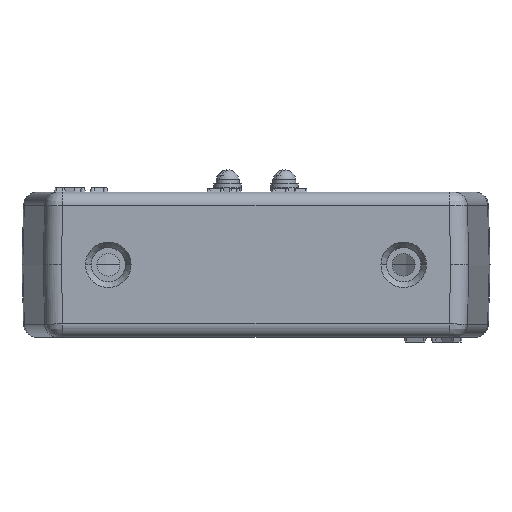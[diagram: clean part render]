
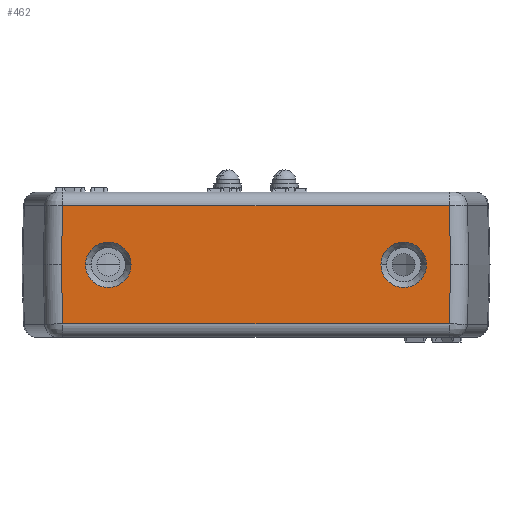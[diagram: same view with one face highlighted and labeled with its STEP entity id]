
A CAD part, front view. The second image highlights one B-rep face of the part: STEP entity #462.
In plain terms, the highlighted planar face has unit normal (0, -1, 0).
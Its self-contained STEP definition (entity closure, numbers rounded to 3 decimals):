
#24 = VERTEX_POINT ( 'NONE', #5802 ) ;
#38 = VERTEX_POINT ( 'NONE', #1792 ) ;
#42 = VERTEX_POINT ( 'NONE', #1796 ) ;
#43 = VERTEX_POINT ( 'NONE', #1797 ) ;
#47 = VERTEX_POINT ( 'NONE', #1801 ) ;
#50 = VERTEX_POINT ( 'NONE', #1804 ) ;
#142 = VERTEX_POINT ( 'NONE', #1896 ) ;
#143 = VERTEX_POINT ( 'NONE', #1897 ) ;
#146 = VERTEX_POINT ( 'NONE', #1900 ) ;
#147 = VERTEX_POINT ( 'NONE', #1901 ) ;
#441 = EDGE_CURVE ( 'NONE', #43, #42, #1755, .T. ) ;
#462 = ADVANCED_FACE ( 'NONE', ( #1768, #1778, #1780 ), #2483, .F. ) ;
#574 = EDGE_CURVE ( 'NONE', #38, #24, #2689, .T. ) ;
#740 = EDGE_CURVE ( 'NONE', #143, #142, #2952, .T. ) ;
#746 = EDGE_CURVE ( 'NONE', #142, #146, #2969, .T. ) ;
#758 = EDGE_CURVE ( 'NONE', #47, #50, #2983, .T. ) ;
#759 = EDGE_CURVE ( 'NONE', #146, #47, #2985, .T. ) ;
#770 = EDGE_CURVE ( 'NONE', #24, #38, #3001, .T. ) ;
#772 = EDGE_CURVE ( 'NONE', #50, #147, #2995, .T. ) ;
#773 = EDGE_CURVE ( 'NONE', #147, #143, #3003, .T. ) ;
#774 = EDGE_CURVE ( 'NONE', #42, #43, #3006, .T. ) ;
#938 = AXIS2_PLACEMENT_3D ( 'NONE', #2436, #2437, #2438 ) ;
#958 = AXIS2_PLACEMENT_3D ( 'NONE', #2493, #2495, #2496 ) ;
#1011 = AXIS2_PLACEMENT_3D ( 'NONE', #3617, #3618, #3619 ) ;
#1233 = ORIENTED_EDGE ( 'NONE', *, *, #774, .F. ) ;
#1234 = ORIENTED_EDGE ( 'NONE', *, *, #441, .F. ) ;
#1235 = ORIENTED_EDGE ( 'NONE', *, *, #770, .F. ) ;
#1236 = ORIENTED_EDGE ( 'NONE', *, *, #574, .F. ) ;
#1237 = ORIENTED_EDGE ( 'NONE', *, *, #758, .T. ) ;
#1238 = ORIENTED_EDGE ( 'NONE', *, *, #772, .T. ) ;
#1239 = ORIENTED_EDGE ( 'NONE', *, *, #773, .T. ) ;
#1240 = ORIENTED_EDGE ( 'NONE', *, *, #740, .T. ) ;
#1241 = ORIENTED_EDGE ( 'NONE', *, *, #746, .T. ) ;
#1242 = ORIENTED_EDGE ( 'NONE', *, *, #759, .T. ) ;
#1438 = EDGE_LOOP ( 'NONE', ( #1235, #1236 ) ) ;
#1440 = EDGE_LOOP ( 'NONE', ( #1237, #1238, #1239, #1240, #1241, #1242 ) ) ;
#1536 = EDGE_LOOP ( 'NONE', ( #1233, #1234 ) ) ;
#1755 = CIRCLE ( 'NONE', #938, 10. ) ;
#1768 = FACE_BOUND ( 'NONE', #1536, .T. ) ;
#1778 = FACE_BOUND ( 'NONE', #1438, .T. ) ;
#1780 = FACE_OUTER_BOUND ( 'NONE', #1440, .T. ) ;
#1792 = CARTESIAN_POINT ( 'NONE',  ( -75., -109., 0. ) ) ;
#1796 = CARTESIAN_POINT ( 'NONE',  ( 75., -109., 0. ) ) ;
#1797 = CARTESIAN_POINT ( 'NONE',  ( 55., -109., 0. ) ) ;
#1801 = CARTESIAN_POINT ( 'NONE',  ( -85.729, -109., 0. ) ) ;
#1804 = CARTESIAN_POINT ( 'NONE',  ( -85.045, -109., -26. ) ) ;
#1896 = CARTESIAN_POINT ( 'NONE',  ( 85.045, -109., 26. ) ) ;
#1897 = CARTESIAN_POINT ( 'NONE',  ( 85.729, -109., 0. ) ) ;
#1900 = CARTESIAN_POINT ( 'NONE',  ( -85.045, -109., 26. ) ) ;
#1901 = CARTESIAN_POINT ( 'NONE',  ( 85.045, -109., -26. ) ) ;
#2436 = CARTESIAN_POINT ( 'NONE',  ( 65., -109., 0. ) ) ;
#2437 = DIRECTION ( 'NONE',  ( 0., -1., 0. ) ) ;
#2438 = DIRECTION ( 'NONE',  ( 1., 0., 0. ) ) ;
#2483 = PLANE ( 'NONE',  #958 ) ;
#2493 = CARTESIAN_POINT ( 'NONE',  ( -93., -109., 32. ) ) ;
#2495 = DIRECTION ( 'NONE',  ( 0., 1., 0. ) ) ;
#2496 = DIRECTION ( 'NONE',  ( -1., 0., 0. ) ) ;
#2689 = CIRCLE ( 'NONE', #1011, 10. ) ;
#2951 = VECTOR ( 'NONE', #4005, 1000. ) ;
#2952 = LINE ( 'NONE', #4003, #2951 ) ;
#2964 = VECTOR ( 'NONE', #4021, 1000. ) ;
#2969 = LINE ( 'NONE', #4011, #2964 ) ;
#2983 = LINE ( 'NONE', #4056, #2984 ) ;
#2984 = VECTOR ( 'NONE', #4057, 1000. ) ;
#2985 = LINE ( 'NONE', #4058, #2986 ) ;
#2986 = VECTOR ( 'NONE', #4059, 1000. ) ;
#2995 = LINE ( 'NONE', #4247, #3000 ) ;
#3000 = VECTOR ( 'NONE', #4248, 1000. ) ;
#3001 = CIRCLE ( 'NONE', #4098, 10. ) ;
#3003 = LINE ( 'NONE', #4249, #3004 ) ;
#3004 = VECTOR ( 'NONE', #4250, 1000. ) ;
#3006 = CIRCLE ( 'NONE', #4100, 10. ) ;
#3617 = CARTESIAN_POINT ( 'NONE',  ( -65., -109., 0. ) ) ;
#3618 = DIRECTION ( 'NONE',  ( 0., -1., 0. ) ) ;
#3619 = DIRECTION ( 'NONE',  ( 1., 0., 0. ) ) ;
#4003 = CARTESIAN_POINT ( 'NONE',  ( 84.764, -109., 36.676 ) ) ;
#4005 = DIRECTION ( 'NONE',  ( -0.026, 0., 1. ) ) ;
#4011 = CARTESIAN_POINT ( 'NONE',  ( -84.887, -109., 26. ) ) ;
#4021 = DIRECTION ( 'NONE',  ( -1., 0., 0. ) ) ;
#4056 = CARTESIAN_POINT ( 'NONE',  ( -84.892, -109., -31.809 ) ) ;
#4057 = DIRECTION ( 'NONE',  ( 0.026, 0., -1. ) ) ;
#4058 = CARTESIAN_POINT ( 'NONE',  ( -84.893, -109., 31.787 ) ) ;
#4059 = DIRECTION ( 'NONE',  ( -0.026, 0., -1. ) ) ;
#4081 = CARTESIAN_POINT ( 'NONE',  ( -65., -109., 0. ) ) ;
#4087 = CARTESIAN_POINT ( 'NONE',  ( 65., -109., 0. ) ) ;
#4088 = DIRECTION ( 'NONE',  ( 0., -1., 0. ) ) ;
#4089 = DIRECTION ( 'NONE',  ( 1., 0., 0. ) ) ;
#4098 = AXIS2_PLACEMENT_3D ( 'NONE', #4081, #4088, #4089 ) ;
#4100 = AXIS2_PLACEMENT_3D ( 'NONE', #4087, #4252, #4253 ) ;
#4247 = CARTESIAN_POINT ( 'NONE',  ( 84.887, -109., -26. ) ) ;
#4248 = DIRECTION ( 'NONE',  ( 1., 0., 0. ) ) ;
#4249 = CARTESIAN_POINT ( 'NONE',  ( 85.734, -109., 0.191 ) ) ;
#4250 = DIRECTION ( 'NONE',  ( 0.026, 0., 1. ) ) ;
#4252 = DIRECTION ( 'NONE',  ( 0., -1., 0. ) ) ;
#4253 = DIRECTION ( 'NONE',  ( 1., 0., 0. ) ) ;
#5802 = CARTESIAN_POINT ( 'NONE',  ( -55., -109., 0. ) ) ;
